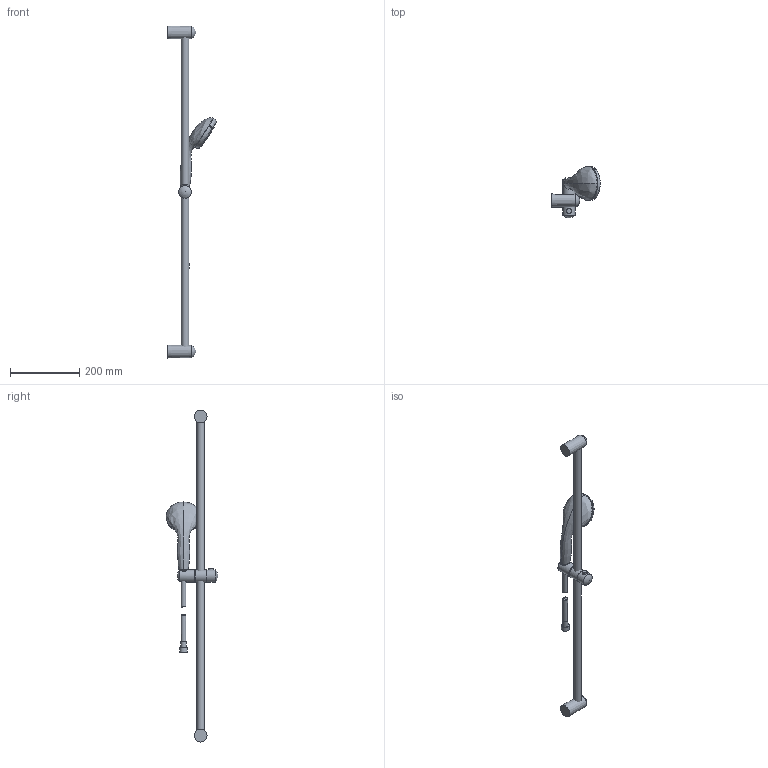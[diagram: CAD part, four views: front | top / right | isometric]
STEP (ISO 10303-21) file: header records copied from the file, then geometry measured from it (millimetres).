
FILE_DESCRIPTION(/* description */ ('Unknown'),/* implementation_level */ '2;1');
FILE_NAME(/* name */ '2764600E',/* time_stamp */ '2022-09-07T04:46:22+02:00',/* author */ ('Unknown'),/* organization */ ('GROHE AG'),/* preprocessor_version */ 'ST-DEVELOPER v16.7',/* originating_system */ 'DEX',/* authorisation */ $);
FILE_SCHEMA (('AUTOMOTIVE_DESIGN {1 0 10303 214 3 1 1}'));
Length unit declared in the file: millimetre
Products named in the file (6): 2764600E; id44; DF_REVOL; Housing; trim_sur
Assembly tree (5 placements, depth 2):
  2764600E
    2764600E
    id44
    DF_REVOL
    Housing
    trim_sur
Bounding box: 140.03 x 148.95 x 957.42 mm (x, y, z)
Volume: 5193.4 mm3; surface area: 160251.8 mm2
Topology: 1 solids, 16 shells, 62 faces, 134 edges, 91 vertices
Faces by surface type: cylinder 20, plane 15, bspline 10, cone 7, torus 5, sphere 5
Full cylindrical faces by diameter (mm): 13.8 x2, 14 x1, 14.7 x2, 19.9 x1, 21.8 x1, 22.6 x1, 23 x1, 33.4 x1, 36 x3, 89.4 x1, 90.2 x1
Entity records: 3472 total; most frequent: CARTESIAN_POINT 2039, DIRECTION 220, ORIENTED_EDGE 156, AXIS2_PLACEMENT_3D 106, FACE_BOUND 103, EDGE_LOOP 102, EDGE_CURVE 90, VERTEX_POINT 80
